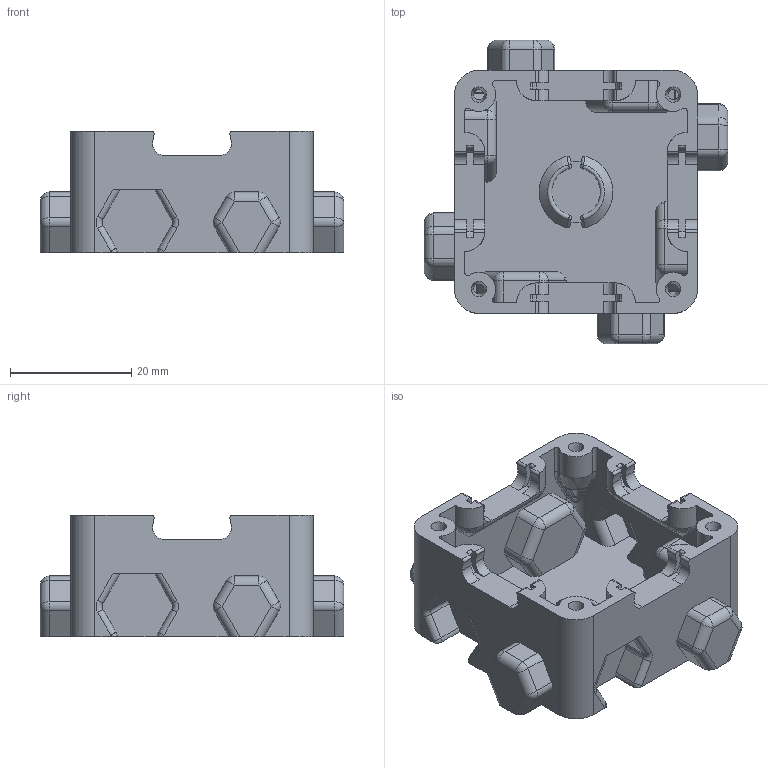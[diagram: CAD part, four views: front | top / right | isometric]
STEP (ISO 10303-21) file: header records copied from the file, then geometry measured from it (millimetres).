
FILE_DESCRIPTION(('FreeCAD Model'),'2;1');
FILE_NAME('Open CASCADE Shape Model','2025-07-23T14:28:54',(''),(''), 'Open CASCADE STEP processor 7.8','FreeCAD','Unknown');
FILE_SCHEMA(('AUTOMOTIVE_DESIGN { 1 0 10303 214 1 1 1 1 }'));
Length unit declared in the file: millimetre
Products named in the file (1): Fusion
Bounding box: 50 x 50 x 20 mm (x, y, z)
Volume: 8761.1 mm3; surface area: 11368.4 mm2
Topology: 1 solids, 1 shells, 507 faces, 1376 edges, 836 vertices
Faces by surface type: cylinder 236, plane 151, bspline 48, revolution 32, sphere 16, cone 14, torus 10
Full cylindrical faces by diameter (mm): 1.75 x4
Entity records: 33292 total; most frequent: CARTESIAN_POINT 17328, ORIENTED_EDGE 2688, DIRECTION 2592, EDGE_CURVE 1344, AXIS2_PLACEMENT_3D 940, VERTEX_POINT 836, LINE 680, VECTOR 680
